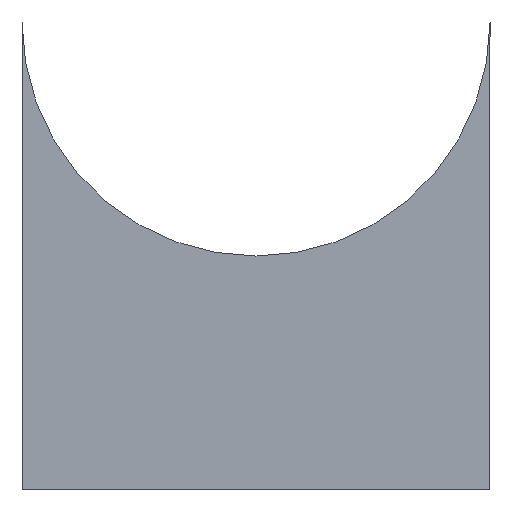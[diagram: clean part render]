
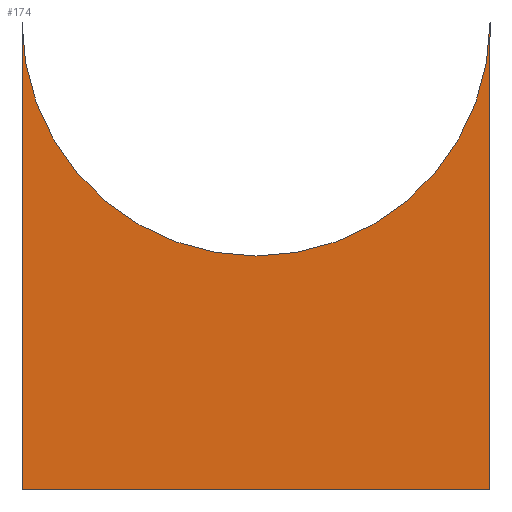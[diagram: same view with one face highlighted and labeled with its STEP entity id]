
A CAD part, front view. The second image highlights one B-rep face of the part: STEP entity #174.
In plain terms, the highlighted planar face has unit normal (0, -1, 0).
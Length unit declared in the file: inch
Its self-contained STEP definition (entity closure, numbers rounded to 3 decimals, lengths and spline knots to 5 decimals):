
#32=CARTESIAN_POINT('',(0.05,0.,0.));
#33=VERTEX_POINT('',#32);
#35=CARTESIAN_POINT('',(0.,0.,0.));
#36=DIRECTION('',(1.,0.,0.));
#37=VECTOR('',#36,1.);
#38=LINE('',#35,#37);
#39=EDGE_CURVE('',#41,#33,#38,.T.);
#40=CARTESIAN_POINT('',(0.,0.,0.));
#41=VERTEX_POINT('',#40);
#72=CARTESIAN_POINT('',(0.05,0.,0.05));
#73=VERTEX_POINT('',#72);
#75=CARTESIAN_POINT('',(0.05,0.,0.));
#76=DIRECTION('',(0.,0.,1.));
#77=VECTOR('',#76,1.);
#78=LINE('',#75,#77);
#79=EDGE_CURVE('',#33,#73,#78,.T.);
#103=CARTESIAN_POINT('',(0.,0.,0.05));
#104=VERTEX_POINT('',#103);
#106=CARTESIAN_POINT('',(0.025,0.,0.05));
#107=DIRECTION('',(0.,-1.,0.));
#108=DIRECTION('',(1.,0.,0.));
#109=AXIS2_PLACEMENT_3D('',#106,#107,#108);
#110=CIRCLE('',#109,0.025);
#111=EDGE_CURVE('',#104,#73,#110,.T.);
#136=CARTESIAN_POINT('',(0.,0.,0.05));
#137=DIRECTION('',(0.,0.,-1.));
#138=VECTOR('',#137,1.);
#139=LINE('',#136,#138);
#140=EDGE_CURVE('',#104,#41,#139,.T.);
#163=ORIENTED_EDGE('',*,*,#39,.T.);
#164=ORIENTED_EDGE('',*,*,#79,.T.);
#165=ORIENTED_EDGE('',*,*,#111,.F.);
#166=ORIENTED_EDGE('',*,*,#140,.T.);
#167=EDGE_LOOP('',(#163,#164,#165,#166));
#168=FACE_BOUND('',#167,.T.);
#169=CARTESIAN_POINT('',(0.025,0.,0.05));
#170=DIRECTION('',(0.,-1.,0.));
#171=DIRECTION('',(0.,0.,-1.));
#172=AXIS2_PLACEMENT_3D('',#169,#170,#171);
#173=PLANE('',#172);
#174=ADVANCED_FACE('',(#168),#173,.T.);
